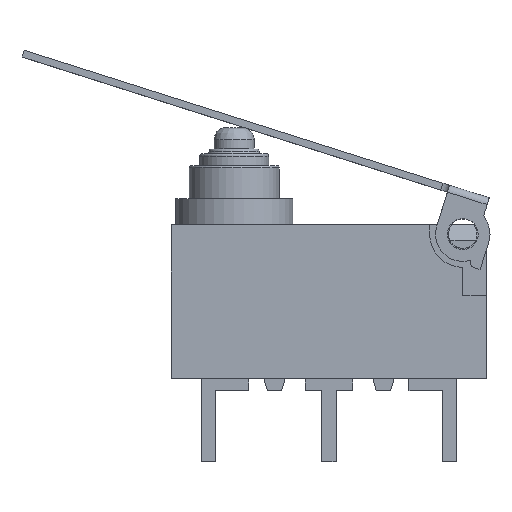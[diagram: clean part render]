
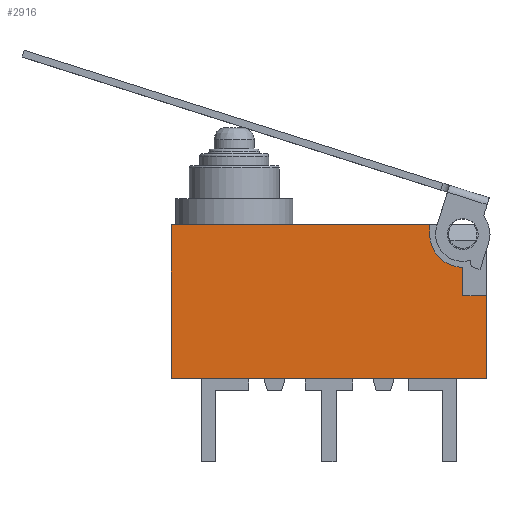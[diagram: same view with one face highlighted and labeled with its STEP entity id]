
A CAD part, top view. The second image highlights one B-rep face of the part: STEP entity #2916.
In plain terms, the highlighted planar face has unit normal (0, 0, 1).
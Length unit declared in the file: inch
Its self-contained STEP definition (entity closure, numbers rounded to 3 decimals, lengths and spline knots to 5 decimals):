
#2812=CARTESIAN_POINT('',(0.26181,0.01969,0.10433));
#2813=VERTEX_POINT('',#2812);
#2814=CARTESIAN_POINT('',(-0.26181,0.01969,0.10433));
#2815=VERTEX_POINT('',#2814);
#2816=CARTESIAN_POINT('',(0.26181,0.01969,0.10433));
#2817=DIRECTION('',(-1.0,0.0,0.0));
#2818=VECTOR('',#2817,0.52362);
#2819=LINE('',#2816,#2818);
#2820=EDGE_CURVE('',#2813,#2815,#2819,.T.);
#2853=CARTESIAN_POINT('',(-0.28799,0.00689,0.10433));
#2854=DIRECTION('',(0.0,0.0,1.0));
#2855=DIRECTION('',(1.0,0.0,0.0));
#2856=AXIS2_PLACEMENT_3D('',#2853,#2854,#2855);
#2857=PLANE('',#2856);
#2858=CARTESIAN_POINT('',(0.16732,0.25984,0.10433));
#2859=VERTEX_POINT('',#2858);
#2860=CARTESIAN_POINT('',(0.16732,0.27559,0.10433));
#2861=VERTEX_POINT('',#2860);
#2862=CARTESIAN_POINT('',(0.16732,0.25984,0.10433));
#2863=DIRECTION('',(0.0,1.0,0.0));
#2864=VECTOR('',#2863,0.01575);
#2865=LINE('',#2862,#2864);
#2866=EDGE_CURVE('',#2859,#2861,#2865,.T.);
#2867=ORIENTED_EDGE('',*,*,#2866,.T.);
#2868=CARTESIAN_POINT('',(-0.26181,0.27559,0.10433));
#2869=VERTEX_POINT('',#2868);
#2870=CARTESIAN_POINT('',(-0.26181,0.27559,0.10433));
#2871=DIRECTION('',(1.0,0.0,0.0));
#2872=VECTOR('',#2871,0.42913);
#2873=LINE('',#2870,#2872);
#2874=EDGE_CURVE('',#2869,#2861,#2873,.T.);
#2875=ORIENTED_EDGE('',*,*,#2874,.F.);
#2876=CARTESIAN_POINT('',(-0.26181,0.01969,0.10433));
#2877=DIRECTION('',(0.0,1.0,0.0));
#2878=VECTOR('',#2877,0.25591);
#2879=LINE('',#2876,#2878);
#2880=EDGE_CURVE('',#2815,#2869,#2879,.T.);
#2881=ORIENTED_EDGE('',*,*,#2880,.F.);
#2882=ORIENTED_EDGE('',*,*,#2820,.F.);
#2883=CARTESIAN_POINT('',(0.26181,0.15748,0.10433));
#2884=VERTEX_POINT('',#2883);
#2885=CARTESIAN_POINT('',(0.26181,0.15748,0.10433));
#2886=DIRECTION('',(0.0,-1.0,0.0));
#2887=VECTOR('',#2886,0.1378);
#2888=LINE('',#2885,#2887);
#2889=EDGE_CURVE('',#2884,#2813,#2888,.T.);
#2890=ORIENTED_EDGE('',*,*,#2889,.F.);
#2891=CARTESIAN_POINT('',(0.22244,0.15748,0.10433));
#2892=VERTEX_POINT('',#2891);
#2893=CARTESIAN_POINT('',(0.26181,0.15748,0.10433));
#2894=DIRECTION('',(-1.0,0.0,0.0));
#2895=VECTOR('',#2894,0.03937);
#2896=LINE('',#2893,#2895);
#2897=EDGE_CURVE('',#2884,#2892,#2896,.T.);
#2898=ORIENTED_EDGE('',*,*,#2897,.T.);
#2899=CARTESIAN_POINT('',(0.22244,0.20472,0.10433));
#2900=VERTEX_POINT('',#2899);
#2901=CARTESIAN_POINT('',(0.22244,0.15748,0.10433));
#2902=DIRECTION('',(0.0,1.0,0.0));
#2903=VECTOR('',#2902,0.04724);
#2904=LINE('',#2901,#2903);
#2905=EDGE_CURVE('',#2892,#2900,#2904,.T.);
#2906=ORIENTED_EDGE('',*,*,#2905,.T.);
#2907=CARTESIAN_POINT('',(0.22244,0.25984,0.10433));
#2908=DIRECTION('',(0.0,0.0,-1.0));
#2909=DIRECTION('',(-1.0,0.0,0.0));
#2910=AXIS2_PLACEMENT_3D('',#2907,#2908,#2909);
#2911=CIRCLE('',#2910,0.05512);
#2912=EDGE_CURVE('',#2900,#2859,#2911,.T.);
#2913=ORIENTED_EDGE('',*,*,#2912,.T.);
#2914=EDGE_LOOP('',(#2867,#2875,#2881,#2882,#2890,#2898,#2906,#2913));
#2915=FACE_OUTER_BOUND('',#2914,.T.);
#2916=ADVANCED_FACE('',(#2915),#2857,.T.);
